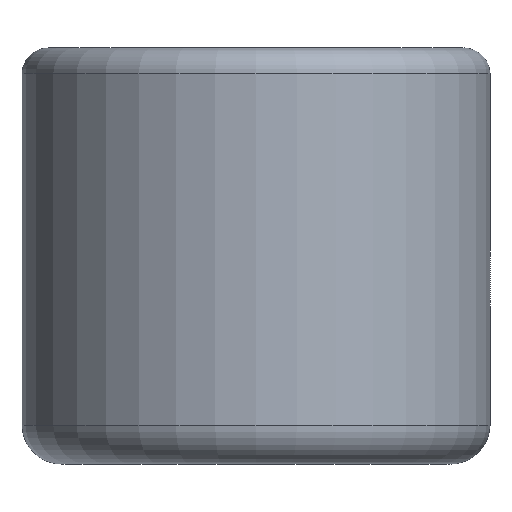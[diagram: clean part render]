
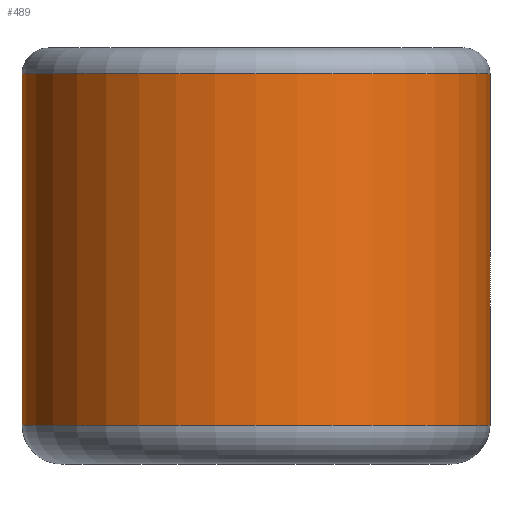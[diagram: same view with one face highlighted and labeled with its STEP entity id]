
A CAD part, front view. The second image highlights one B-rep face of the part: STEP entity #489.
In plain terms, the highlighted cylindrical face has radius 9 mm (diameter 18 mm), a full revolution.
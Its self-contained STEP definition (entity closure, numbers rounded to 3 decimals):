
#439=CARTESIAN_POINT('',(119.885,-149.614,11.));
#440=DIRECTION('',(0.,0.,-1.));
#441=DIRECTION('',(-1.,0.,0.));
#442=AXIS2_PLACEMENT_3D('',#439,#440,#441);
#443=CYLINDRICAL_SURFACE('',#442,9.);
#444=CARTESIAN_POINT('',(110.885,-149.614,1.5));
#445=VERTEX_POINT('',#444);
#446=CARTESIAN_POINT('',(110.885,-149.614,15.));
#447=VERTEX_POINT('',#446);
#448=CARTESIAN_POINT('',(110.885,-149.614,1.5));
#449=DIRECTION('',(-0.,-0.,1.));
#450=VECTOR('',#449,13.5);
#451=LINE('',#448,#450);
#452=EDGE_CURVE('',#445,#447,#451,.T.);
#453=ORIENTED_EDGE('',*,*,#452,.T.);
#454=CARTESIAN_POINT('',(128.885,-149.614,15.));
#455=VERTEX_POINT('',#454);
#456=CARTESIAN_POINT('',(119.885,-149.614,15.));
#457=DIRECTION('',(0.,0.,-1.));
#458=DIRECTION('',(-1.,0.,0.));
#459=AXIS2_PLACEMENT_3D('',#456,#457,#458);
#460=CIRCLE('',#459,9.);
#461=EDGE_CURVE('',#447,#455,#460,.T.);
#462=ORIENTED_EDGE('',*,*,#461,.T.);
#463=CARTESIAN_POINT('',(119.885,-149.614,15.));
#464=DIRECTION('',(0.,0.,-1.));
#465=DIRECTION('',(-1.,0.,0.));
#466=AXIS2_PLACEMENT_3D('',#463,#464,#465);
#467=CIRCLE('',#466,9.);
#468=EDGE_CURVE('',#455,#447,#467,.T.);
#469=ORIENTED_EDGE('',*,*,#468,.T.);
#470=ORIENTED_EDGE('',*,*,#452,.F.);
#471=CARTESIAN_POINT('',(128.885,-149.614,1.5));
#472=VERTEX_POINT('',#471);
#473=CARTESIAN_POINT('',(119.885,-149.614,1.5));
#474=DIRECTION('',(-0.,-0.,1.));
#475=DIRECTION('',(-1.,0.,0.));
#476=AXIS2_PLACEMENT_3D('',#473,#474,#475);
#477=CIRCLE('',#476,9.);
#478=EDGE_CURVE('',#445,#472,#477,.T.);
#479=ORIENTED_EDGE('',*,*,#478,.T.);
#480=CARTESIAN_POINT('',(119.885,-149.614,1.5));
#481=DIRECTION('',(-0.,-0.,1.));
#482=DIRECTION('',(-1.,0.,0.));
#483=AXIS2_PLACEMENT_3D('',#480,#481,#482);
#484=CIRCLE('',#483,9.);
#485=EDGE_CURVE('',#472,#445,#484,.T.);
#486=ORIENTED_EDGE('',*,*,#485,.T.);
#487=EDGE_LOOP('',(#453,#462,#469,#470,#479,#486));
#488=FACE_BOUND('',#487,.T.);
#489=ADVANCED_FACE('',(#488),#443,.T.);
